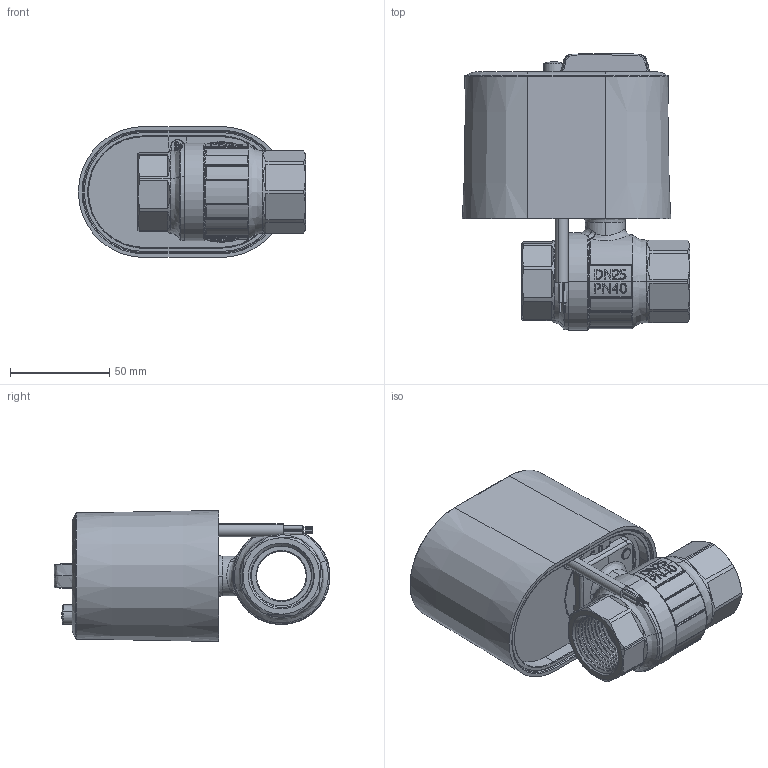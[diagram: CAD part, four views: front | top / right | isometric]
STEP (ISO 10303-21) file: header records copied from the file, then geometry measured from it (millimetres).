
FILE_DESCRIPTION (( 'STEP AP214' ), '1' );
FILE_NAME ('3-4 êðàí.STEP', '2024-06-21T13:21:47', ( '' ), ( '' ), 'SwSTEP 2.0', 'SolidWorks 2020', '' );
FILE_SCHEMA (( 'AUTOMOTIVE_DESIGN' ));
Length unit declared in the file: millimetre
Products named in the file (25): ____.STEP; DN25____.STEP; 上下盖O型圈; 忒梟3; Ïß_3; 20230314-1.STEP; 揤盄; DN25____-0.STEP; 3-4 膴鳧; DN25________.STEP; 褲极; 翋喘蚾饜极_4; 忒梟裔1_1; 37x2.5 O____.STEP; STAH ball valve DN25_00; DN25__________.STEP; 錨璃21_3; 9X1.5  O型圈; 菁釱1_2; 0.8M x56T翋喘脣璃_GearTrax_5; 11x1.9 O____.STEP; 翋粣蟀諉蹟佪_3; 偌聽1_3; ________.STEP; 錨璃22_3
Assembly tree (27 placements, depth 4):
  3-4 膴鳧
    菁釱1_2
    翋喘蚾饜极_4
      0.8M x56T翋喘脣璃_GearTrax_5
    褲极
    偌聽1_3
    錨璃22_3
    Ïß_3
    錨璃21_3
    翋粣蟀諉蹟佪_3
    揤盄
    上下盖O型圈
    9X1.5  O型圈
    忒梟3
    忒梟裔1_1
    STAH ball valve DN25_00
      20230314-1.STEP
        DN25____.STEP
        DN25____-0.STEP
        37x2.5 O____.STEP  x2
        DN25__________.STEP  x2
        DN25________.STEP
        ________.STEP
        ____.STEP
        11x1.9 O____.STEP  x2
Bounding box: 114.5 x 139.07 x 66 mm (x, y, z)
Volume: 227662.6 mm3; surface area: 171668.1 mm2
Topology: 25 solids, 25 shells, 2416 faces, 6331 edges, 4024 vertices
Faces by surface type: plane 937, bspline 591, cylinder 551, cone 335, torus 2
Entity records: 150953 total; most frequent: CARTESIAN_POINT 70632, ORIENTED_EDGE 12504, DIRECTION 9495, EDGE_CURVE 6252, VERTEX_POINT 3995, AXIS2_PLACEMENT_3D 3599, EDGE_LOOP 2543, UNCERTAINTY_MEASURE_WITH_UNIT 2427
